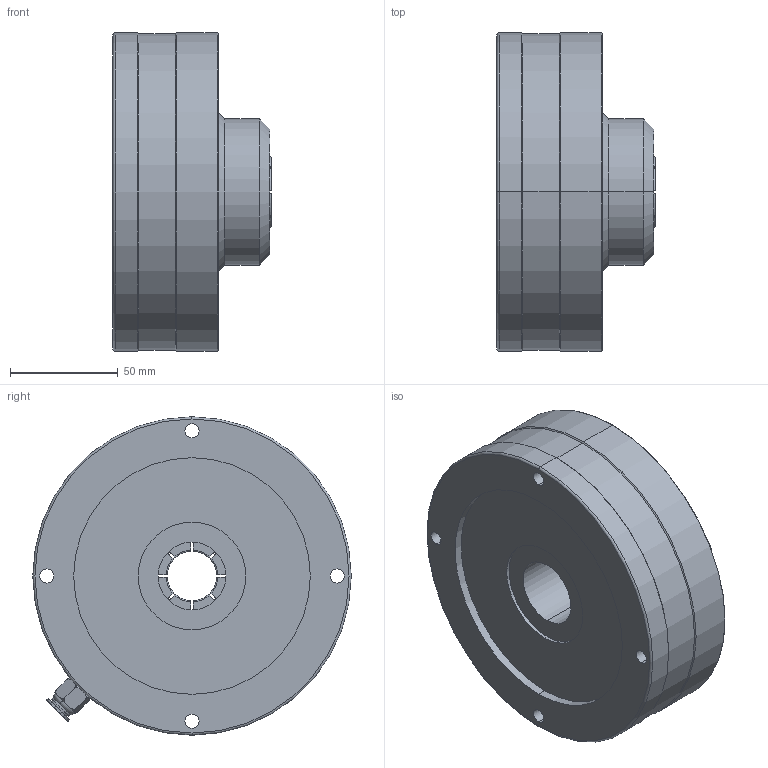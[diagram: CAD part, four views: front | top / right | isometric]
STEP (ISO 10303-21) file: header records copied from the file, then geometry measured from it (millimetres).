
FILE_DESCRIPTION (( 'STEP AP214' ), '1' );
FILE_NAME ('GEP-40+Í²¼Ð.STEP', '2023-08-28T09:57:38', ( '' ), ( '' ), 'SwSTEP 2.0', 'SolidWorks 2023', '' );
FILE_SCHEMA (( 'AUTOMOTIVE_DESIGN' ));
Length unit declared in the file: millimetre
Products named in the file (5): GEP-40+筒夹; GEP-40(2023-8-9).STEP; GEP-40.STEP; 气孔接头  .STEP; GEP-40 筒夹
Assembly tree (5 placements, depth 3):
  GEP-40+筒夹
    GEP-40(2023-8-9).STEP
      GEP-40.STEP
      气孔接头  .STEP  x2
    GEP-40 筒夹
Bounding box: 73.5 x 148 x 148 mm (x, y, z)
Volume: 827762.3 mm3; surface area: 85909.2 mm2
Topology: 11 solids, 11 shells, 655 faces, 1631 edges, 1054 vertices
Faces by surface type: plane 352, cylinder 135, bspline 82, torus 56, cone 30
Entity records: 27800 total; most frequent: CARTESIAN_POINT 11180, ORIENTED_EDGE 2528, DIRECTION 2193, EDGE_CURVE 1264, VERTEX_POINT 821, VECTOR 741, LINE 741, AXIS2_PLACEMENT_3D 726
